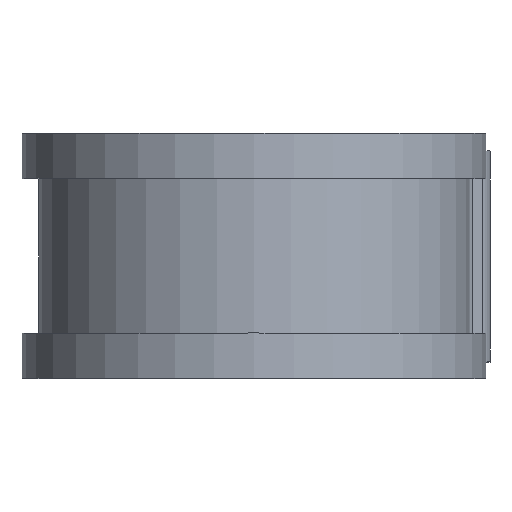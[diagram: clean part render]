
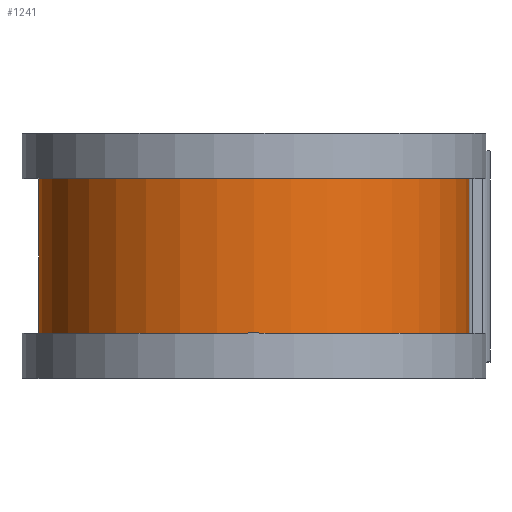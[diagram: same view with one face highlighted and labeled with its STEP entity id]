
A CAD part, top view. The second image highlights one B-rep face of the part: STEP entity #1241.
In plain terms, the highlighted cylindrical face has radius 19.406 mm (diameter 38.811 mm), a partial arc.
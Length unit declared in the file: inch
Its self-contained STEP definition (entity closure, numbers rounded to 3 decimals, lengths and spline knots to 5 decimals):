
#72 = AXIS2_PLACEMENT_3D ( 'NONE', #894, #1740, #1033 ) ;
#76 = EDGE_CURVE ( 'NONE', #291, #1612, #167, .T. ) ;
#91 = AXIS2_PLACEMENT_3D ( 'NONE', #360, #394, #489 ) ;
#150 = CARTESIAN_POINT ( 'NONE',  ( 0., -0.275, -0.764 ) ) ;
#167 = CIRCLE ( 'NONE', #91, 0.764 ) ;
#186 = DIRECTION ( 'NONE',  ( 0., -1., 0. ) ) ;
#188 = ORIENTED_EDGE ( 'NONE', *, *, #76, .F. ) ;
#280 = VECTOR ( 'NONE', #1555, 39.37008 ) ;
#291 = VERTEX_POINT ( 'NONE', #1654 ) ;
#309 = CIRCLE ( 'NONE', #72, 0.764 ) ;
#360 = CARTESIAN_POINT ( 'NONE',  ( 0., -0.275, 0. ) ) ;
#365 = ORIENTED_EDGE ( 'NONE', *, *, #1387, .T. ) ;
#394 = DIRECTION ( 'NONE',  ( 0., -1., 0. ) ) ;
#440 = EDGE_LOOP ( 'NONE', ( #511, #365, #1121, #188 ) ) ;
#489 = DIRECTION ( 'NONE',  ( 0., 0., -1. ) ) ;
#511 = ORIENTED_EDGE ( 'NONE', *, *, #1043, .F. ) ;
#541 = CARTESIAN_POINT ( 'NONE',  ( 0., 0.375, -0.764 ) ) ;
#611 = CARTESIAN_POINT ( 'NONE',  ( 0., 0.275, -0.764 ) ) ;
#625 = EDGE_CURVE ( 'NONE', #1092, #1612, #1422, .T. ) ;
#698 = LINE ( 'NONE', #1192, #280 ) ;
#792 = FACE_OUTER_BOUND ( 'NONE', #440, .T. ) ;
#858 = DIRECTION ( 'NONE',  ( 0., -1., 0. ) ) ;
#894 = CARTESIAN_POINT ( 'NONE',  ( 0., 0.275, 0. ) ) ;
#923 = AXIS2_PLACEMENT_3D ( 'NONE', #1479, #858, #1281 ) ;
#1033 = DIRECTION ( 'NONE',  ( 0., 0., -1. ) ) ;
#1038 = CARTESIAN_POINT ( 'NONE',  ( 0.764, 0.275, 0. ) ) ;
#1043 = EDGE_CURVE ( 'NONE', #1639, #291, #698, .T. ) ;
#1092 = VERTEX_POINT ( 'NONE', #611 ) ;
#1095 = CYLINDRICAL_SURFACE ( 'NONE', #923, 0.764 ) ;
#1121 = ORIENTED_EDGE ( 'NONE', *, *, #625, .T. ) ;
#1192 = CARTESIAN_POINT ( 'NONE',  ( 0.764, 0.375, 0. ) ) ;
#1241 = ADVANCED_FACE ( 'NONE', ( #792 ), #1095, .T. ) ;
#1281 = DIRECTION ( 'NONE',  ( 0., 0., -1. ) ) ;
#1387 = EDGE_CURVE ( 'NONE', #1639, #1092, #309, .T. ) ;
#1420 = VECTOR ( 'NONE', #186, 39.37008 ) ;
#1422 = LINE ( 'NONE', #541, #1420 ) ;
#1479 = CARTESIAN_POINT ( 'NONE',  ( 0., 0.375, 0. ) ) ;
#1555 = DIRECTION ( 'NONE',  ( 0., -1., 0. ) ) ;
#1612 = VERTEX_POINT ( 'NONE', #150 ) ;
#1639 = VERTEX_POINT ( 'NONE', #1038 ) ;
#1654 = CARTESIAN_POINT ( 'NONE',  ( 0.764, -0.275, 0. ) ) ;
#1740 = DIRECTION ( 'NONE',  ( 0., -1., 0. ) ) ;
